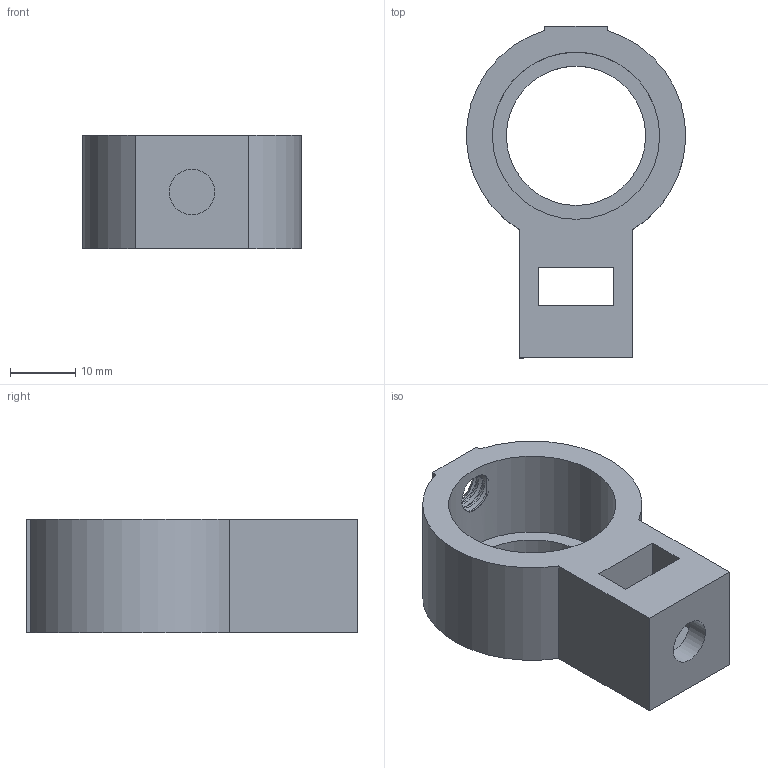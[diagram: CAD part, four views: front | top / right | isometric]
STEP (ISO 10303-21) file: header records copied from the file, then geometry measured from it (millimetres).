
FILE_DESCRIPTION(/* description */ (''),/* implementation_level */ '2;1');
FILE_NAME(/* name */ '(H)1-in_Mount.step',/* time_stamp */ '2021-05-14T07:47:05-05:00',/* author */ (''),/* organization */ (''),/* preprocessor_version */ 'ST-DEVELOPER v18.1',/* originating_system */ 'Autodesk Translation Framework v10.6.0.1341',/* authorisation */ '');
FILE_SCHEMA (('AUTOMOTIVE_DESIGN { 1 0 10303 214 3 1 1 }'));
Length unit declared in the file: millimetre
Products named in the file (1): (H)1-in_Mount
Bounding box: 33.68 x 50.97 x 17.4 mm (x, y, z)
Volume: 10531.5 mm3; surface area: 6289.7 mm2
Topology: 1 solids, 1 shells, 35 faces, 97 edges, 65 vertices
Faces by surface type: plane 20, cylinder 12, bspline 2, cone 1
Full cylindrical faces by diameter (mm): 5.518 x1, 6.55 x2, 6.985 x1, 21.4 x1, 25.7 x1
Entity records: 3156 total; most frequent: CARTESIAN_POINT 2234, ORIENTED_EDGE 194, DIRECTION 158, EDGE_CURVE 97, VERTEX_POINT 65, LINE 60, VECTOR 60, AXIS2_PLACEMENT_3D 49
